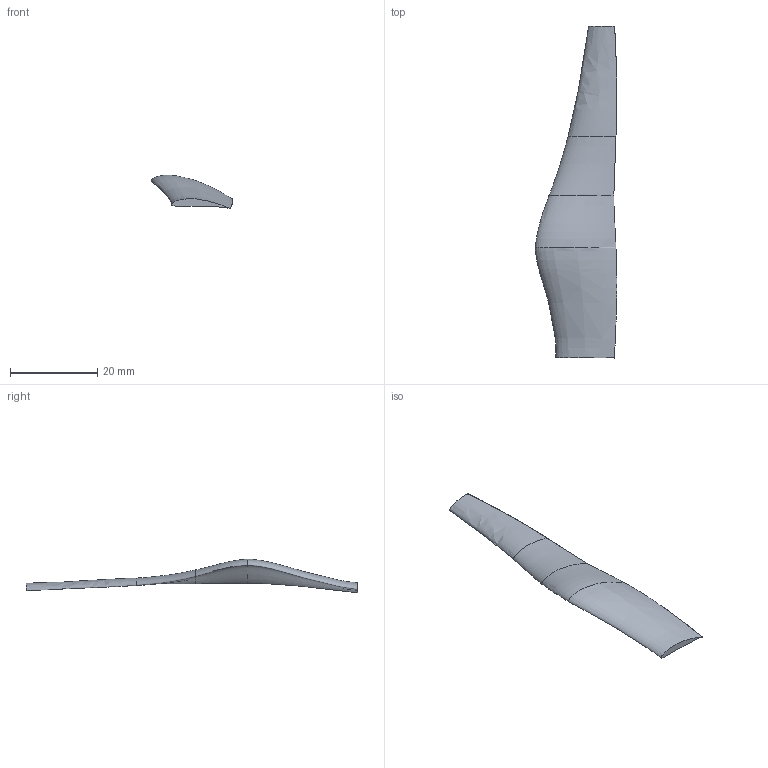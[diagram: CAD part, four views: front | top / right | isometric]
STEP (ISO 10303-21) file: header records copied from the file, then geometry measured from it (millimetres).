
FILE_DESCRIPTION(/* description */ (''),/* implementation_level */ '2;1');
FILE_NAME(/* name */ '6x4.8 pitch (2in hub) v2.step',/* time_stamp */ '2025-06-08T12:47:03+05:30',/* author */ (''),/* organization */ (''),/* preprocessor_version */ 'ST-DEVELOPER v20.1',/* originating_system */ 'Autodesk Translation Framework v14.10.0.0',/* authorisation */ '');
FILE_SCHEMA (('AUTOMOTIVE_DESIGN { 1 0 10303 214 3 1 1 }'));
Length unit declared in the file: millimetre
Products named in the file (1): 6x4.8 pitch (2in hub)
Bounding box: 18.71 x 76.2 x 7.71 mm (x, y, z)
Volume: 1219.3 mm3; surface area: 2101.9 mm2
Topology: 1 solids, 1 shells, 6 faces, 14 edges, 10 vertices
Faces by surface type: bspline 4, plane 2
Entity records: 10459 total; most frequent: CARTESIAN_POINT 10334, ORIENTED_EDGE 28, EDGE_CURVE 14, VERTEX_POINT 10, FACE_OUTER_BOUND 6, EDGE_LOOP 6, ADVANCED_FACE 6, DIRECTION 6
